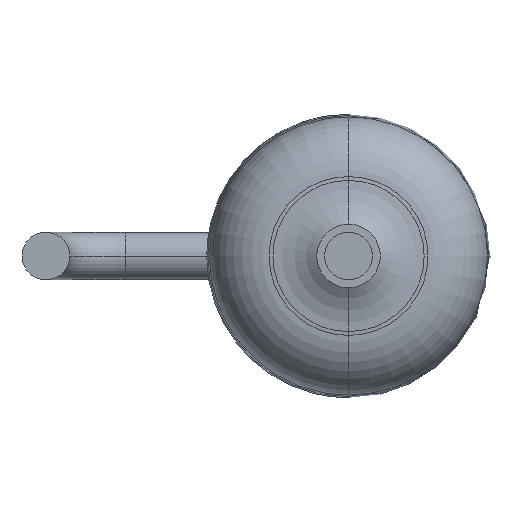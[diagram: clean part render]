
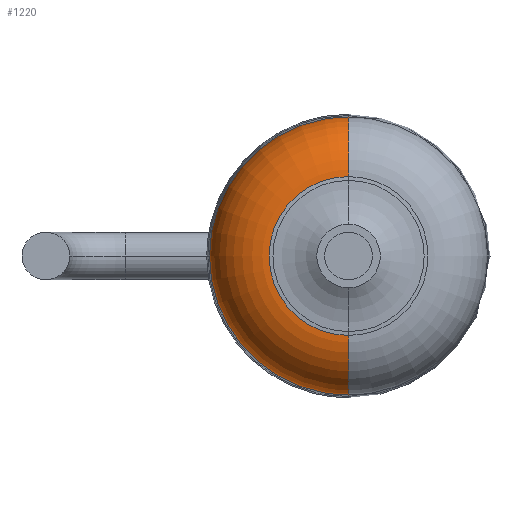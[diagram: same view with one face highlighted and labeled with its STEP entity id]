
A CAD part, front view. The second image highlights one B-rep face of the part: STEP entity #1220.
In plain terms, the highlighted toroidal (fillet/blend) face has major radius 0.952 mm and minor radius 0.8 mm.
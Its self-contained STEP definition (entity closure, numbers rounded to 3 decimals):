
#59 = CIRCLE ( 'NONE', #194, 0.8 ) ;
#101 = DIRECTION ( 'NONE',  ( -1., 0., 0. ) ) ;
#115 = CARTESIAN_POINT ( 'NONE',  ( 0., -3.75, 0. ) ) ;
#194 = AXIS2_PLACEMENT_3D ( 'NONE', #331, #2198, #1389 ) ;
#217 = VERTEX_POINT ( 'NONE', #1852 ) ;
#218 = EDGE_CURVE ( 'NONE', #2511, #217, #1524, .T. ) ;
#331 = CARTESIAN_POINT ( 'NONE',  ( 0., -3.7, 0.952 ) ) ;
#353 = AXIS2_PLACEMENT_3D ( 'NONE', #919, #101, #374 ) ;
#374 = DIRECTION ( 'NONE',  ( 0., 0., 1. ) ) ;
#478 = ORIENTED_EDGE ( 'NONE', *, *, #929, .T. ) ;
#500 = DIRECTION ( 'NONE',  ( 0., 0., -1. ) ) ;
#533 = FACE_OUTER_BOUND ( 'NONE', #2414, .T. ) ;
#583 = CIRCLE ( 'NONE', #1537, 1.75 ) ;
#604 = CARTESIAN_POINT ( 'NONE',  ( 0., -3.75, 1.75 ) ) ;
#662 = DIRECTION ( 'NONE',  ( 0., -1., 0. ) ) ;
#771 = ORIENTED_EDGE ( 'NONE', *, *, #218, .T. ) ;
#818 = EDGE_CURVE ( 'NONE', #2013, #1181, #59, .T. ) ;
#919 = CARTESIAN_POINT ( 'NONE',  ( 0., -3.7, -0.952 ) ) ;
#929 = EDGE_CURVE ( 'NONE', #2013, #1613, #1615, .T. ) ;
#997 = AXIS2_PLACEMENT_3D ( 'NONE', #2402, #1021, #1617 ) ;
#1009 = ORIENTED_EDGE ( 'NONE', *, *, #1463, .F. ) ;
#1021 = DIRECTION ( 'NONE',  ( 0., -1., 0. ) ) ;
#1181 = VERTEX_POINT ( 'NONE', #1339 ) ;
#1220 = ADVANCED_FACE ( 'NONE', ( #533 ), #1906, .T. ) ;
#1339 = CARTESIAN_POINT ( 'NONE',  ( 0., -4.5, 0.952 ) ) ;
#1389 = DIRECTION ( 'NONE',  ( 0., 0., -1. ) ) ;
#1457 = DIRECTION ( 'NONE',  ( 0., 0., -1. ) ) ;
#1463 = EDGE_CURVE ( 'NONE', #1181, #217, #1711, .T. ) ;
#1475 = DIRECTION ( 'NONE',  ( 0., -1., 0. ) ) ;
#1491 = AXIS2_PLACEMENT_3D ( 'NONE', #115, #662, #1457 ) ;
#1505 = EDGE_CURVE ( 'NONE', #1613, #2511, #583, .T. ) ;
#1524 = CIRCLE ( 'NONE', #353, 0.8 ) ;
#1537 = AXIS2_PLACEMENT_3D ( 'NONE', #2161, #2020, #500 ) ;
#1613 = VERTEX_POINT ( 'NONE', #2485 ) ;
#1615 = CIRCLE ( 'NONE', #1491, 1.75 ) ;
#1617 = DIRECTION ( 'NONE',  ( 0., 0., 1. ) ) ;
#1709 = AXIS2_PLACEMENT_3D ( 'NONE', #2192, #1475, #2252 ) ;
#1711 = CIRCLE ( 'NONE', #997, 0.952 ) ;
#1814 = CARTESIAN_POINT ( 'NONE',  ( 0., -3.75, -1.75 ) ) ;
#1822 = ORIENTED_EDGE ( 'NONE', *, *, #1505, .T. ) ;
#1852 = CARTESIAN_POINT ( 'NONE',  ( 0., -4.5, -0.952 ) ) ;
#1906 = TOROIDAL_SURFACE ( 'NONE', #1709, 0.952, 0.8 ) ;
#1914 = ORIENTED_EDGE ( 'NONE', *, *, #818, .F. ) ;
#2013 = VERTEX_POINT ( 'NONE', #604 ) ;
#2020 = DIRECTION ( 'NONE',  ( 0., -1., 0. ) ) ;
#2161 = CARTESIAN_POINT ( 'NONE',  ( 0., -3.75, 0. ) ) ;
#2192 = CARTESIAN_POINT ( 'NONE',  ( 0., -3.7, 0. ) ) ;
#2198 = DIRECTION ( 'NONE',  ( 1., 0., 0. ) ) ;
#2252 = DIRECTION ( 'NONE',  ( 0., 0., -1. ) ) ;
#2402 = CARTESIAN_POINT ( 'NONE',  ( 0., -4.5, 0. ) ) ;
#2414 = EDGE_LOOP ( 'NONE', ( #1914, #478, #1822, #771, #1009 ) ) ;
#2485 = CARTESIAN_POINT ( 'NONE',  ( -1.75, -3.75, 0. ) ) ;
#2511 = VERTEX_POINT ( 'NONE', #1814 ) ;
